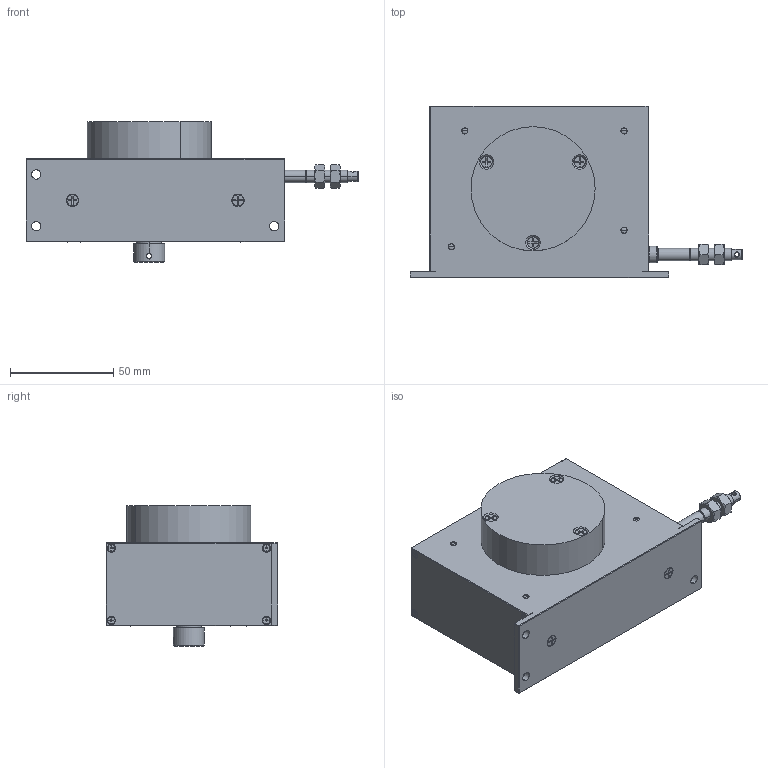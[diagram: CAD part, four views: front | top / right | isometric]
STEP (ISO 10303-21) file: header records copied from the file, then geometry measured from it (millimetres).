
FILE_DESCRIPTION((''),'2;1');
FILE_NAME('SFX_01_ASM','2014-09-18T',('lika51'),(''),'PRO/ENGINEER BY PARAMETRIC TECHNOLOGY CORPORATION, 2010180','PRO/ENGINEER BY PARAMETRIC TECHNOLOGY CORPORATION, 2010180','');
FILE_SCHEMA(('CONFIG_CONTROL_DESIGN'));
Length unit declared in the file: millimetre
Products named in the file (1): SFX_01_ASM
Bounding box: 160.53 x 83 x 68 mm (x, y, z)
Volume: 140024.6 mm3; surface area: 78680.4 mm2
Topology: 4 solids, 33 shells, 755 faces, 1810 edges, 1120 vertices
Faces by surface type: plane 299, cylinder 276, cone 118, torus 38, sphere 16, bspline 8
Entity records: 22924 total; most frequent: CARTESIAN_POINT 5182, DIRECTION 3840, ORIENTED_EDGE 3472, EDGE_CURVE 1778, AXIS2_PLACEMENT_3D 1446, VERTEX_POINT 1120, VECTOR 948, LINE 948
